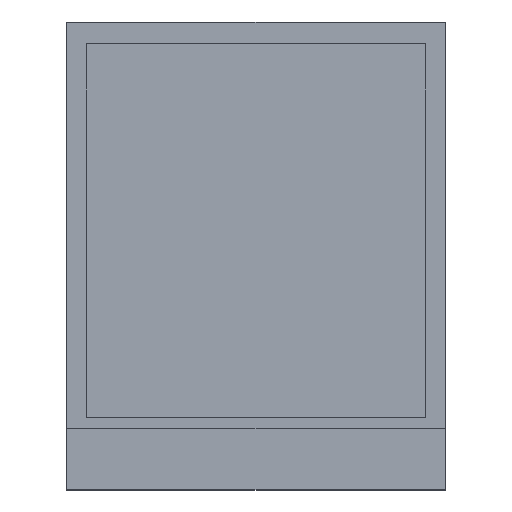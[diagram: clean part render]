
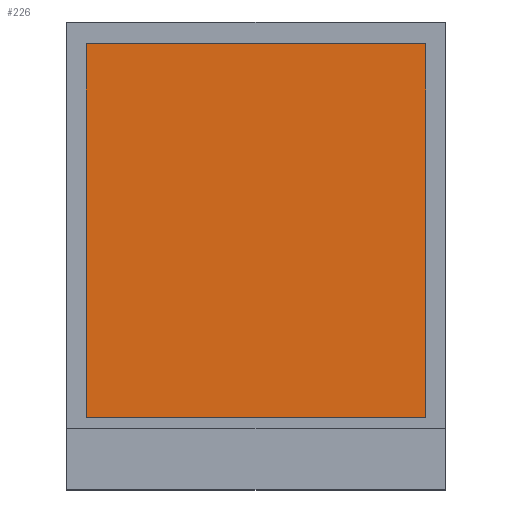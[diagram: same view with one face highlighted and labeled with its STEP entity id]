
A CAD part, top view. The second image highlights one B-rep face of the part: STEP entity #226.
In plain terms, the highlighted planar face has unit normal (0, 0, 1).
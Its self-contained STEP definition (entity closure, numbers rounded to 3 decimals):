
#3 = VECTOR ( 'NONE', #418, 1000. ) ;
#21 = CARTESIAN_POINT ( 'NONE',  ( 73.99, 189.398, 0.23 ) ) ;
#22 = CARTESIAN_POINT ( 'NONE',  ( 73.99, 214.685, 0.23 ) ) ;
#29 = EDGE_CURVE ( 'NONE', #229, #74, #319, .T. ) ;
#35 = VECTOR ( 'NONE', #374, 1000. ) ;
#59 = VECTOR ( 'NONE', #409, 1000. ) ;
#68 = VECTOR ( 'NONE', #247, 1000. ) ;
#74 = VERTEX_POINT ( 'NONE', #256 ) ;
#95 = LINE ( 'NONE', #277, #3 ) ;
#110 = AXIS2_PLACEMENT_3D ( 'NONE', #179, #407, #301 ) ;
#112 = EDGE_CURVE ( 'NONE', #221, #490, #252, .T. ) ;
#113 = EDGE_LOOP ( 'NONE', ( #333, #175, #339, #151 ) ) ;
#144 = PLANE ( 'NONE',  #110 ) ;
#151 = ORIENTED_EDGE ( 'NONE', *, *, #29, .T. ) ;
#160 = LINE ( 'NONE', #22, #59 ) ;
#175 = ORIENTED_EDGE ( 'NONE', *, *, #112, .T. ) ;
#179 = CARTESIAN_POINT ( 'NONE',  ( 0., 0., 0.23 ) ) ;
#206 = EDGE_CURVE ( 'NONE', #74, #221, #160, .T. ) ;
#221 = VERTEX_POINT ( 'NONE', #21 ) ;
#226 = ADVANCED_FACE ( 'NONE', ( #467 ), #144, .T. ) ;
#229 = VERTEX_POINT ( 'NONE', #267 ) ;
#240 = CARTESIAN_POINT ( 'NONE',  ( 96.951, 189.398, 0.23 ) ) ;
#247 = DIRECTION ( 'NONE',  ( -1., 0., 0. ) ) ;
#252 = LINE ( 'NONE', #472, #35 ) ;
#256 = CARTESIAN_POINT ( 'NONE',  ( 73.99, 214.685, 0.23 ) ) ;
#267 = CARTESIAN_POINT ( 'NONE',  ( 96.951, 214.685, 0.23 ) ) ;
#277 = CARTESIAN_POINT ( 'NONE',  ( 96.951, 214.685, 0.23 ) ) ;
#301 = DIRECTION ( 'NONE',  ( 1., 0., 0. ) ) ;
#319 = LINE ( 'NONE', #402, #68 ) ;
#324 = EDGE_CURVE ( 'NONE', #490, #229, #95, .T. ) ;
#333 = ORIENTED_EDGE ( 'NONE', *, *, #206, .T. ) ;
#339 = ORIENTED_EDGE ( 'NONE', *, *, #324, .T. ) ;
#374 = DIRECTION ( 'NONE',  ( 1., 0., 0. ) ) ;
#402 = CARTESIAN_POINT ( 'NONE',  ( 73.99, 214.685, 0.23 ) ) ;
#407 = DIRECTION ( 'NONE',  ( 0., 0., 1. ) ) ;
#409 = DIRECTION ( 'NONE',  ( 0., -1., 0. ) ) ;
#418 = DIRECTION ( 'NONE',  ( 0., 1., 0. ) ) ;
#467 = FACE_OUTER_BOUND ( 'NONE', #113, .T. ) ;
#472 = CARTESIAN_POINT ( 'NONE',  ( 73.99, 189.398, 0.23 ) ) ;
#490 = VERTEX_POINT ( 'NONE', #240 ) ;
